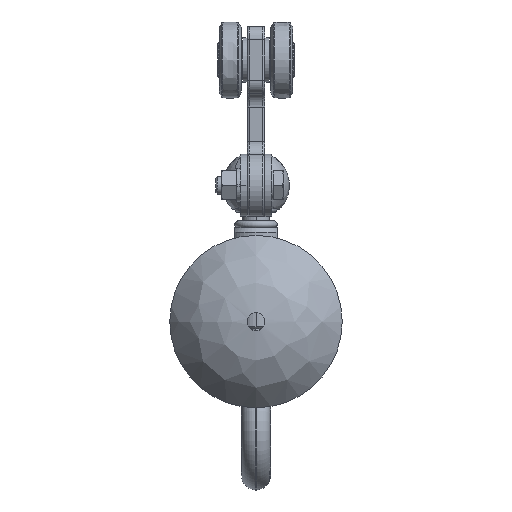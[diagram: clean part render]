
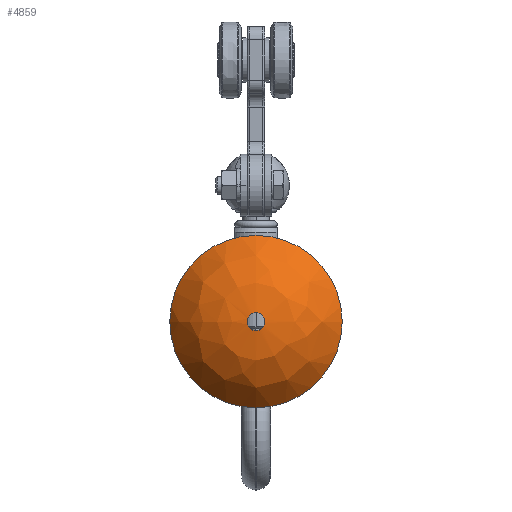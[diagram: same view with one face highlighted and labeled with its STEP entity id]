
A CAD part, left-side view. The second image highlights one B-rep face of the part: STEP entity #4859.
In plain terms, the highlighted free-form (B-spline) face has degree [3, 3] with [4, 7] control points.
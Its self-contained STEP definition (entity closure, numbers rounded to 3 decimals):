
#4859=ADVANCED_FACE('',(#8431,#8432),#8433,.T.);
#8431=FACE_OUTER_BOUND('',#13286,.T.);
#8432=FACE_OUTER_BOUND('',#13287,.T.);
#8433=(B_SPLINE_SURFACE(3,3,((#13289,#13290,#13291,#13292,#13293,#13294,#13295),(#13296,#13297,#13298,#13299,#13300,#13301,#13302),(#13303,#13304,#13305,#13306,#13307,#13308,#13309),(#13310,#13311,#13312,#13313,#13314,#13315,#13316)),.UNSPECIFIED.,.F.,.T.,.F.)B_SPLINE_SURFACE_WITH_KNOTS((4,4),(4,3,4),(0.,6.283),(-1.582,-1.067,-0.553),.UNSPECIFIED.)RATIONAL_B_SPLINE_SURFACE(((1.,0.333,0.333,1.,0.333,0.333,1.),(0.914,0.305,0.305,0.914,0.305,0.305,0.914),(0.914,0.305,0.305,0.914,0.305,0.305,0.914),(1.,0.333,0.333,1.,0.333,0.333,1.)))BOUNDED_SURFACE()REPRESENTATION_ITEM('')GEOMETRIC_REPRESENTATION_ITEM()SURFACE());
#13286=EDGE_LOOP('',(#20405));
#13287=EDGE_LOOP('',(#20406));
#13289=CARTESIAN_POINT('',(51.756,46.192,-63.688));
#13290=CARTESIAN_POINT('',(51.756,46.192,13.312));
#13291=CARTESIAN_POINT('',(51.756,-30.808,13.312));
#13292=CARTESIAN_POINT('',(51.756,-30.808,-63.688));
#13293=CARTESIAN_POINT('',(51.756,-30.808,-140.688));
#13294=CARTESIAN_POINT('',(51.756,46.192,-140.688));
#13295=CARTESIAN_POINT('',(51.756,46.192,-63.688));
#13296=CARTESIAN_POINT('',(39.525,38.649,-63.688));
#13297=CARTESIAN_POINT('',(39.525,38.649,-1.775));
#13298=CARTESIAN_POINT('',(39.525,-23.265,-1.775));
#13299=CARTESIAN_POINT('',(39.525,-23.265,-63.688));
#13300=CARTESIAN_POINT('',(39.525,-23.265,-125.602));
#13301=CARTESIAN_POINT('',(39.525,38.649,-125.602));
#13302=CARTESIAN_POINT('',(39.525,38.649,-63.688));
#13303=CARTESIAN_POINT('',(32.593,26.061,-63.688));
#13304=CARTESIAN_POINT('',(32.593,26.061,-26.95));
#13305=CARTESIAN_POINT('',(32.593,-10.677,-26.95));
#13306=CARTESIAN_POINT('',(32.593,-10.677,-63.688));
#13307=CARTESIAN_POINT('',(32.593,-10.677,-100.427));
#13308=CARTESIAN_POINT('',(32.593,26.061,-100.427));
#13309=CARTESIAN_POINT('',(32.593,26.061,-63.688));
#13310=CARTESIAN_POINT('',(32.756,11.692,-63.688));
#13311=CARTESIAN_POINT('',(32.756,11.692,-55.688));
#13312=CARTESIAN_POINT('',(32.756,3.692,-55.688));
#13313=CARTESIAN_POINT('',(32.756,3.692,-63.688));
#13314=CARTESIAN_POINT('',(32.756,3.692,-71.688));
#13315=CARTESIAN_POINT('',(32.756,11.692,-71.688));
#13316=CARTESIAN_POINT('',(32.756,11.692,-63.688));
#20405=ORIENTED_EDGE('',*,*,#26525,.T.);
#20406=ORIENTED_EDGE('',*,*,#26526,.F.);
#26525=EDGE_CURVE('',#31132,#31132,#31133,.T.);
#26526=EDGE_CURVE('',#31134,#31134,#31135,.T.);
#31132=VERTEX_POINT('',#39731);
#31133=CIRCLE('',#39732,38.5);
#31134=VERTEX_POINT('',#39733);
#31135=CIRCLE('',#39734,4.);
#39731=CARTESIAN_POINT('',(51.756,46.192,-63.688));
#39732=AXIS2_PLACEMENT_3D('',#47044,#47045,#47046);
#39733=CARTESIAN_POINT('',(32.756,11.692,-63.688));
#39734=AXIS2_PLACEMENT_3D('',#47047,#47048,#47049);
#47044=CARTESIAN_POINT('',(51.756,7.692,-63.688));
#47045=DIRECTION('',(-1.,0.,0.));
#47046=DIRECTION('',(0.,1.,0.));
#47047=CARTESIAN_POINT('',(32.756,7.692,-63.688));
#47048=DIRECTION('',(-1.,0.,0.));
#47049=DIRECTION('',(0.,1.,0.));
